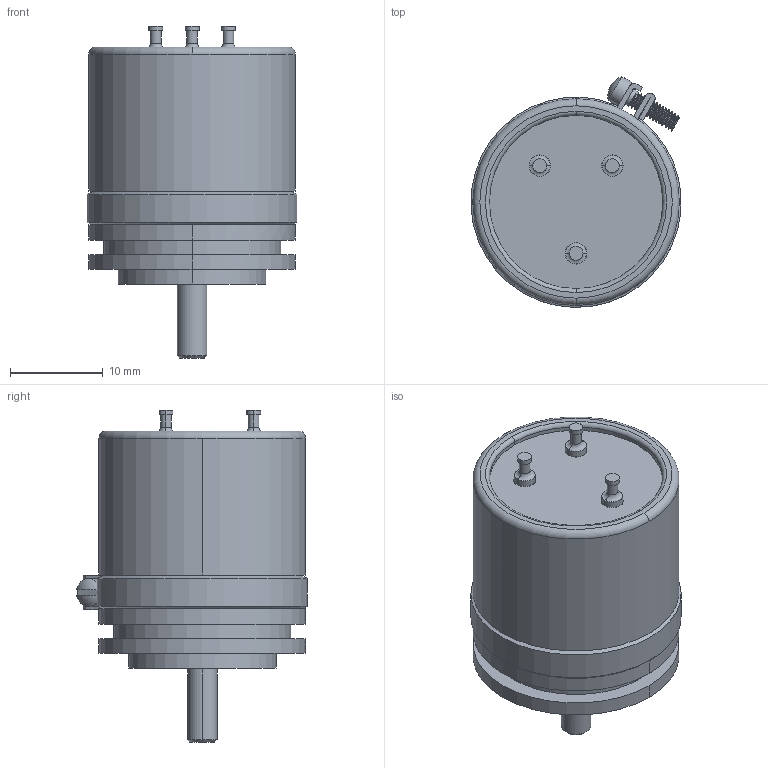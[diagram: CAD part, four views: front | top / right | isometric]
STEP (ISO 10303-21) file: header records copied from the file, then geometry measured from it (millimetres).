
FILE_DESCRIPTION((''),'2;1');
FILE_NAME('ASM0002_ASM','2016-05-03T',('bmozley'),(''),'CREO PARAMETRIC BY PTC INC, 2016050','CREO PARAMETRIC BY PTC INC, 2016050','');
FILE_SCHEMA(('CONFIG_CONTROL_DESIGN'));
Length unit declared in the file: inch
Products named in the file (2): MSBR-1; ASM0002_ASM
Assembly tree (1 placements, depth 2):
  ASM0002_ASM
    MSBR-1
Bounding box: 22.59 x 24.84 x 35.72 mm (x, y, z)
Volume: 9109.9 mm3; surface area: 4718.3 mm2
Topology: 1 solids, 2 shells, 253 faces, 654 edges, 426 vertices
Faces by surface type: cylinder 126, plane 65, torus 19, bspline 19, cone 13, extrusion 9, sphere 2
Entity records: 11452 total; most frequent: CARTESIAN_POINT 5184, ORIENTED_EDGE 1308, DIRECTION 1291, EDGE_CURVE 654, AXIS2_PLACEMENT_3D 534, VERTEX_POINT 426, CIRCLE 306, EDGE_LOOP 298
